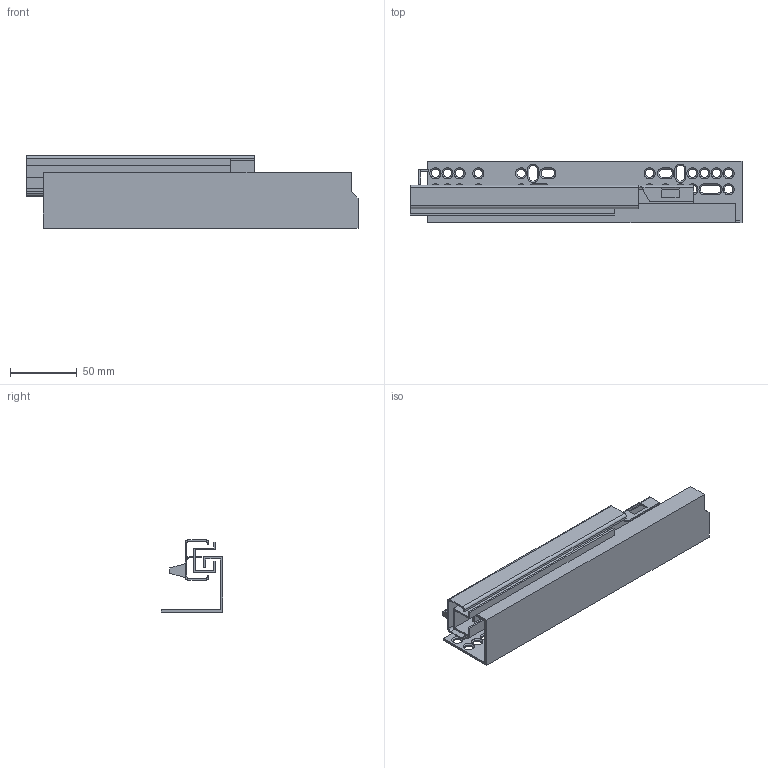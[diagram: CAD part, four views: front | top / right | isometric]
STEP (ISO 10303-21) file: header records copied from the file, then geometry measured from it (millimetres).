
FILE_DESCRIPTION (( 'STEP AP214' ), '1' );
FILE_NAME ('F000295_CLOSED_RIGHT_3D.step', '2023-02-22T12:58:08', ( '' ), ( '' ), 'SwSTEP 2.0', 'SolidWorks 2020', '' );
FILE_SCHEMA (( 'AUTOMOTIVE_DESIGN' ));
Length unit declared in the file: millimetre
Products named in the file (4): NU69-250-STREDNI; NU69-250-VNITRNI_PRAVY; NU69-250-VNEJSI-PRAVY; F000295_CLOSED_RIGHT_3D
Assembly tree (3 placements, depth 2):
  F000295_CLOSED_RIGHT_3D
    NU69-250-VNEJSI-PRAVY
    NU69-250-STREDNI
    NU69-250-VNITRNI_PRAVY
Bounding box: 248 x 46 x 54 mm (x, y, z)
Volume: 68617.3 mm3; surface area: 94618.7 mm2
Topology: 3 solids, 3 shells, 211 faces, 553 edges, 346 vertices
Faces by surface type: plane 89, cylinder 66, cone 56
Entity records: 6722 total; most frequent: DIRECTION 1182, CARTESIAN_POINT 1122, ORIENTED_EDGE 1106, EDGE_CURVE 553, AXIS2_PLACEMENT_3D 414, VECTOR 354, LINE 354, VERTEX_POINT 346
